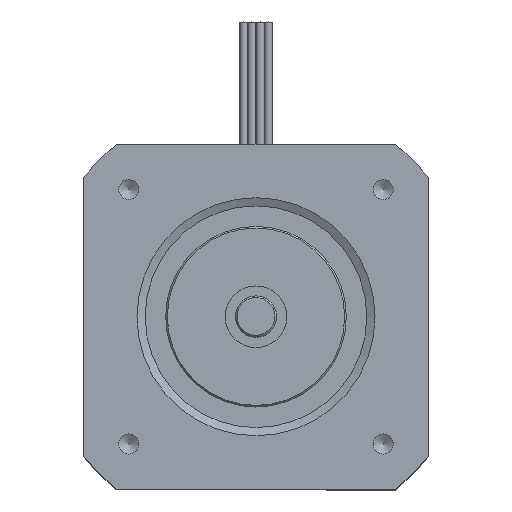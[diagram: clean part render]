
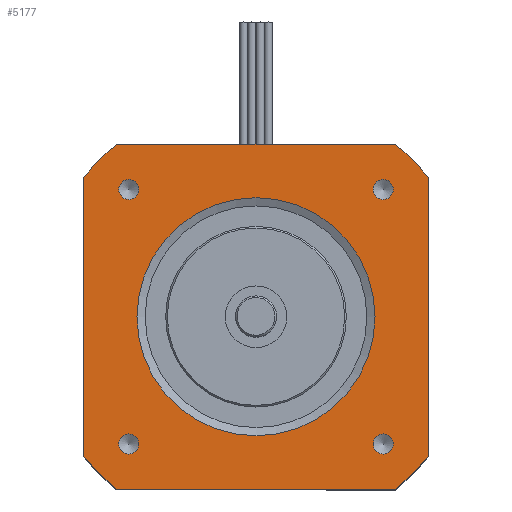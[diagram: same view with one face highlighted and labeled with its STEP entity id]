
A CAD part, top view. The second image highlights one B-rep face of the part: STEP entity #5177.
In plain terms, the highlighted planar face has unit normal (0, 0, 1).
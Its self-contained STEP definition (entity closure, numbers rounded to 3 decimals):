
#4853=CARTESIAN_POINT('',(48.695,21.285,57.771));
#4854=VERTEX_POINT('',#4853);
#4861=CARTESIAN_POINT('',(48.695,-12.656,57.771));
#4862=VERTEX_POINT('',#4861);
#4863=CARTESIAN_POINT('',(48.695,21.285,57.771));
#4864=DIRECTION('',(0.0,-1.0,0.0));
#4865=VECTOR('',#4864,33.941);
#4866=LINE('',#4863,#4865);
#4867=EDGE_CURVE('',#4854,#4862,#4866,.T.);
#5019=CARTESIAN_POINT('',(10.724,25.314,57.771));
#5020=VERTEX_POINT('',#5019);
#5027=CARTESIAN_POINT('',(44.666,25.314,57.771));
#5028=VERTEX_POINT('',#5027);
#5029=CARTESIAN_POINT('',(10.724,25.314,57.771));
#5030=DIRECTION('',(1.0,0.0,0.0));
#5031=VECTOR('',#5030,33.941);
#5032=LINE('',#5029,#5031);
#5033=EDGE_CURVE('',#5020,#5028,#5032,.T.);
#5061=CARTESIAN_POINT('',(42.195,4.314,57.771));
#5062=VERTEX_POINT('',#5061);
#5063=CARTESIAN_POINT('',(27.695,4.314,57.771));
#5064=DIRECTION('',(0.0,0.0,1.0));
#5065=DIRECTION('',(-1.0,0.0,0.0));
#5066=AXIS2_PLACEMENT_3D('',#5063,#5064,#5065);
#5067=CIRCLE('',#5066,14.5);
#5068=EDGE_CURVE('',#5062,#5062,#5067,.T.);
#5073=CARTESIAN_POINT('',(27.695,4.314,57.771));
#5074=DIRECTION('',(0.0,0.0,1.0));
#5075=DIRECTION('',(1.0,0.0,0.0));
#5076=AXIS2_PLACEMENT_3D('',#5073,#5074,#5075);
#5077=PLANE('',#5076);
#5078=ORIENTED_EDGE('',*,*,#5033,.F.);
#5079=CARTESIAN_POINT('',(6.695,21.285,57.771));
#5080=VERTEX_POINT('',#5079);
#5081=CARTESIAN_POINT('',(27.695,4.314,57.771));
#5082=DIRECTION('',(0.,0.,-1.0));
#5083=DIRECTION('',(-0.629,0.778,0.));
#5084=AXIS2_PLACEMENT_3D('',#5081,#5082,#5083);
#5085=CIRCLE('',#5084,27.);
#5086=EDGE_CURVE('',#5080,#5020,#5085,.T.);
#5087=ORIENTED_EDGE('',*,*,#5086,.F.);
#5088=CARTESIAN_POINT('',(6.695,-12.656,57.771));
#5089=VERTEX_POINT('',#5088);
#5090=CARTESIAN_POINT('',(6.695,-12.656,57.771));
#5091=DIRECTION('',(0.0,1.0,0.0));
#5092=VECTOR('',#5091,33.941);
#5093=LINE('',#5090,#5092);
#5094=EDGE_CURVE('',#5089,#5080,#5093,.T.);
#5095=ORIENTED_EDGE('',*,*,#5094,.F.);
#5096=CARTESIAN_POINT('',(10.724,-16.686,57.771));
#5097=VERTEX_POINT('',#5096);
#5098=CARTESIAN_POINT('',(27.695,4.314,57.771));
#5099=DIRECTION('',(0.,0.,-1.0));
#5100=DIRECTION('',(-0.778,-0.629,0.));
#5101=AXIS2_PLACEMENT_3D('',#5098,#5099,#5100);
#5102=CIRCLE('',#5101,27.);
#5103=EDGE_CURVE('',#5097,#5089,#5102,.T.);
#5104=ORIENTED_EDGE('',*,*,#5103,.F.);
#5105=CARTESIAN_POINT('',(44.666,-16.686,57.771));
#5106=VERTEX_POINT('',#5105);
#5107=CARTESIAN_POINT('',(44.666,-16.686,57.771));
#5108=DIRECTION('',(-1.0,0.0,0.0));
#5109=VECTOR('',#5108,33.941);
#5110=LINE('',#5107,#5109);
#5111=EDGE_CURVE('',#5106,#5097,#5110,.T.);
#5112=ORIENTED_EDGE('',*,*,#5111,.F.);
#5113=CARTESIAN_POINT('',(27.695,4.314,57.771));
#5114=DIRECTION('',(0.,0.,-1.0));
#5115=DIRECTION('',(0.629,-0.778,0.));
#5116=AXIS2_PLACEMENT_3D('',#5113,#5114,#5115);
#5117=CIRCLE('',#5116,27.);
#5118=EDGE_CURVE('',#4862,#5106,#5117,.T.);
#5119=ORIENTED_EDGE('',*,*,#5118,.F.);
#5120=ORIENTED_EDGE('',*,*,#4867,.F.);
#5121=CARTESIAN_POINT('',(27.695,4.314,57.771));
#5122=DIRECTION('',(0.,0.,-1.0));
#5123=DIRECTION('',(0.778,0.629,0.));
#5124=AXIS2_PLACEMENT_3D('',#5121,#5122,#5123);
#5125=CIRCLE('',#5124,27.);
#5126=EDGE_CURVE('',#5028,#4854,#5125,.T.);
#5127=ORIENTED_EDGE('',*,*,#5126,.F.);
#5128=EDGE_LOOP('',(#5078,#5087,#5095,#5104,#5112,#5119,#5120,#5127));
#5129=FACE_OUTER_BOUND('',#5128,.T.);
#5130=CARTESIAN_POINT('',(41.966,19.814,57.771));
#5131=VERTEX_POINT('',#5130);
#5132=CARTESIAN_POINT('',(43.195,19.814,57.771));
#5133=DIRECTION('',(0.0,0.0,-1.0));
#5134=DIRECTION('',(1.0,0.0,0.0));
#5135=AXIS2_PLACEMENT_3D('',#5132,#5133,#5134);
#5136=CIRCLE('',#5135,1.23);
#5137=EDGE_CURVE('',#5131,#5131,#5136,.T.);
#5138=ORIENTED_EDGE('',*,*,#5137,.T.);
#5139=EDGE_LOOP('',(#5138));
#5140=FACE_BOUND('',#5139,.T.);
#5141=CARTESIAN_POINT('',(10.966,19.814,57.771));
#5142=VERTEX_POINT('',#5141);
#5143=CARTESIAN_POINT('',(12.195,19.814,57.771));
#5144=DIRECTION('',(0.0,0.0,-1.0));
#5145=DIRECTION('',(1.0,0.0,0.0));
#5146=AXIS2_PLACEMENT_3D('',#5143,#5144,#5145);
#5147=CIRCLE('',#5146,1.23);
#5148=EDGE_CURVE('',#5142,#5142,#5147,.T.);
#5149=ORIENTED_EDGE('',*,*,#5148,.T.);
#5150=EDGE_LOOP('',(#5149));
#5151=FACE_BOUND('',#5150,.T.);
#5152=CARTESIAN_POINT('',(41.966,-11.186,57.771));
#5153=VERTEX_POINT('',#5152);
#5154=CARTESIAN_POINT('',(43.195,-11.186,57.771));
#5155=DIRECTION('',(0.0,0.0,-1.0));
#5156=DIRECTION('',(1.0,0.0,0.0));
#5157=AXIS2_PLACEMENT_3D('',#5154,#5155,#5156);
#5158=CIRCLE('',#5157,1.23);
#5159=EDGE_CURVE('',#5153,#5153,#5158,.T.);
#5160=ORIENTED_EDGE('',*,*,#5159,.T.);
#5161=EDGE_LOOP('',(#5160));
#5162=FACE_BOUND('',#5161,.T.);
#5163=CARTESIAN_POINT('',(10.966,-11.186,57.771));
#5164=VERTEX_POINT('',#5163);
#5165=CARTESIAN_POINT('',(12.195,-11.186,57.771));
#5166=DIRECTION('',(0.0,0.0,-1.0));
#5167=DIRECTION('',(1.0,0.0,0.0));
#5168=AXIS2_PLACEMENT_3D('',#5165,#5166,#5167);
#5169=CIRCLE('',#5168,1.23);
#5170=EDGE_CURVE('',#5164,#5164,#5169,.T.);
#5171=ORIENTED_EDGE('',*,*,#5170,.T.);
#5172=EDGE_LOOP('',(#5171));
#5173=FACE_BOUND('',#5172,.T.);
#5174=ORIENTED_EDGE('',*,*,#5068,.F.);
#5175=EDGE_LOOP('',(#5174));
#5176=FACE_BOUND('',#5175,.T.);
#5177=ADVANCED_FACE('',(#5129,#5140,#5151,#5162,#5173,#5176),#5077,.T.);
